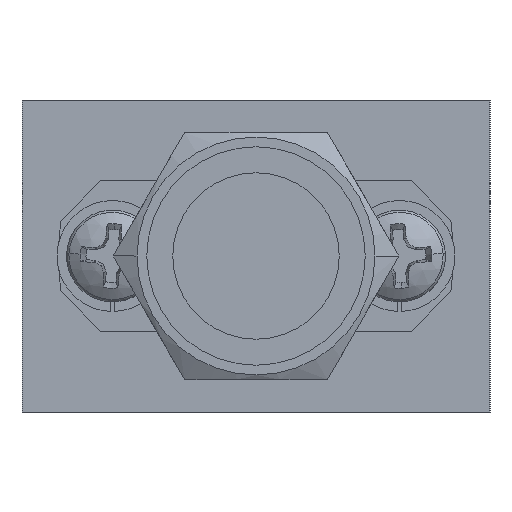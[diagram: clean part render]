
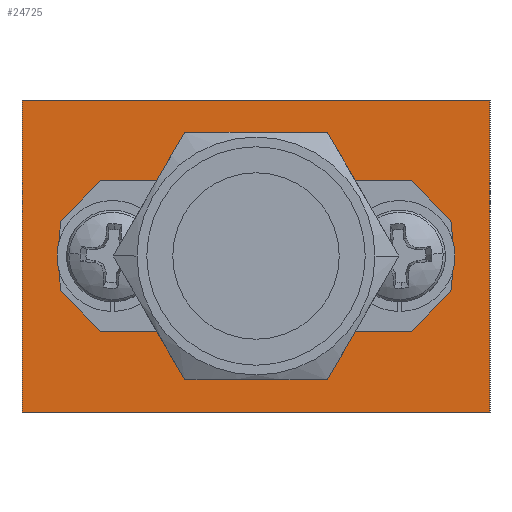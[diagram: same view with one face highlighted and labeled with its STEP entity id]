
A CAD part, left-side view. The second image highlights one B-rep face of the part: STEP entity #24725.
In plain terms, the highlighted planar face has unit normal (-1, 0, 0).
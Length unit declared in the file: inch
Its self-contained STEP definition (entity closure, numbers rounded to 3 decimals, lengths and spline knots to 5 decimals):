
#68 = DIRECTION ( 'NONE',  ( 0., -1., 0. ) ) ;
#841 = CARTESIAN_POINT ( 'NONE',  ( -0.37402, 0.29528, 0.19685 ) ) ;
#1882 = CARTESIAN_POINT ( 'NONE',  ( -0.37402, -0.29528, -0.19685 ) ) ;
#1944 = ORIENTED_EDGE ( 'NONE', *, *, #25287, .T. ) ;
#2083 = VECTOR ( 'NONE', #8199, 39.37008 ) ;
#2289 = CARTESIAN_POINT ( 'NONE',  ( -0.37402, -0.29528, 0.19685 ) ) ;
#2858 = DIRECTION ( 'NONE',  ( 1., 0., 0. ) ) ;
#2947 = VERTEX_POINT ( 'NONE', #2289 ) ;
#3502 = ORIENTED_EDGE ( 'NONE', *, *, #22533, .F. ) ;
#3606 = CARTESIAN_POINT ( 'NONE',  ( -0.37402, 0.29528, -0.19685 ) ) ;
#4049 = AXIS2_PLACEMENT_3D ( 'NONE', #841, #2858, #5378 ) ;
#4727 = EDGE_CURVE ( 'NONE', #22983, #2947, #20564, .T. ) ;
#5039 = VERTEX_POINT ( 'NONE', #1882 ) ;
#5378 = DIRECTION ( 'NONE',  ( 0., 0., -1. ) ) ;
#7395 = PLANE ( 'NONE',  #4049 ) ;
#8199 = DIRECTION ( 'NONE',  ( 0., 0., -1. ) ) ;
#9288 = LINE ( 'NONE', #11685, #9658 ) ;
#9658 = VECTOR ( 'NONE', #18426, 39.37008 ) ;
#11685 = CARTESIAN_POINT ( 'NONE',  ( -0.37402, 0.29528, -0.19685 ) ) ;
#12775 = EDGE_LOOP ( 'NONE', ( #28069, #3502, #30729, #1944 ) ) ;
#13860 = EDGE_CURVE ( 'NONE', #20156, #5039, #9288, .T. ) ;
#17252 = CARTESIAN_POINT ( 'NONE',  ( -0.37402, 0.29528, 0.19685 ) ) ;
#17596 = FACE_OUTER_BOUND ( 'NONE', #12775, .T. ) ;
#18426 = DIRECTION ( 'NONE',  ( 0., -1., 0. ) ) ;
#20156 = VERTEX_POINT ( 'NONE', #3606 ) ;
#20564 = LINE ( 'NONE', #17252, #28498 ) ;
#21610 = DIRECTION ( 'NONE',  ( 0., 0., -1. ) ) ;
#21661 = LINE ( 'NONE', #22628, #2083 ) ;
#22533 = EDGE_CURVE ( 'NONE', #2947, #5039, #25077, .T. ) ;
#22628 = CARTESIAN_POINT ( 'NONE',  ( -0.37402, 0.29528, 0.19685 ) ) ;
#22983 = VERTEX_POINT ( 'NONE', #24352 ) ;
#24352 = CARTESIAN_POINT ( 'NONE',  ( -0.37402, 0.29528, 0.19685 ) ) ;
#24725 = ADVANCED_FACE ( 'NONE', ( #17596 ), #7395, .F. ) ;
#25077 = LINE ( 'NONE', #26288, #25858 ) ;
#25287 = EDGE_CURVE ( 'NONE', #22983, #20156, #21661, .T. ) ;
#25858 = VECTOR ( 'NONE', #21610, 39.37008 ) ;
#26288 = CARTESIAN_POINT ( 'NONE',  ( -0.37402, -0.29528, 0.19685 ) ) ;
#28069 = ORIENTED_EDGE ( 'NONE', *, *, #13860, .T. ) ;
#28498 = VECTOR ( 'NONE', #68, 39.37008 ) ;
#30729 = ORIENTED_EDGE ( 'NONE', *, *, #4727, .F. ) ;
